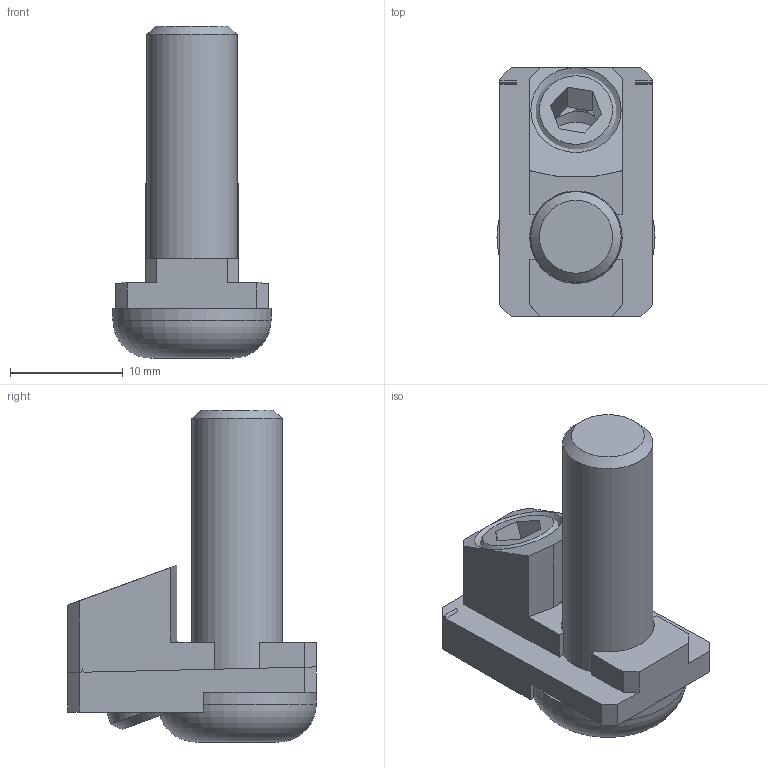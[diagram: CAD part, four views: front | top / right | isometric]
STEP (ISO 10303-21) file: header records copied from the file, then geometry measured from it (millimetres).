
FILE_DESCRIPTION(/* description */ (''),/* implementation_level */ '2;1');
FILE_NAME(/* name */ '210042-0.step',/* time_stamp */ '2021-09-06T08:03:57+02:00',/* author */ ('MuellerJ'),/* organization */ (''),/* preprocessor_version */ 'ST-DEVELOPER v18.1',/* originating_system */ 'Autodesk Inventor 2021',/* authorisation */ '');
FILE_SCHEMA (('AUTOMOTIVE_DESIGN { 1 0 10303 214 3 1 1 }'));
Length unit declared in the file: millimetre
Products named in the file (5): MTW_1-00130032; MTW_1-00130010; MTW_1-00097624; MTW_1-00130008; MTW_1-00089647
Assembly tree (4 placements, depth 3):
  MTW_1-00130032
    MTW_1-00130010
      MTW_1-00097624
      MTW_1-00130008
    MTW_1-00089647
Bounding box: 14 x 22 x 29.4 mm (x, y, z)
Volume: 3191 mm3; surface area: 2930.6 mm2
Topology: 3 solids, 3 shells, 89 faces, 244 edges, 158 vertices
Faces by surface type: plane 57, cone 23, cylinder 7, torus 2
Full cylindrical faces by diameter (mm): 8 x2, 8.2 x1, 14 x1
Entity records: 2982 total; most frequent: CARTESIAN_POINT 539, ORIENTED_EDGE 484, DIRECTION 484, EDGE_CURVE 242, LINE 164, VECTOR 164, AXIS2_PLACEMENT_3D 160, VERTEX_POINT 158
